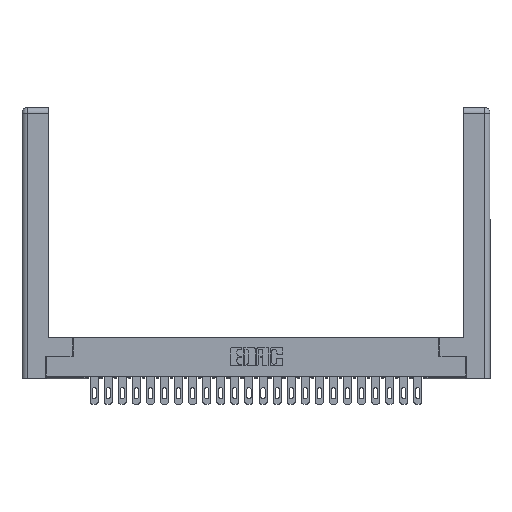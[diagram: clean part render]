
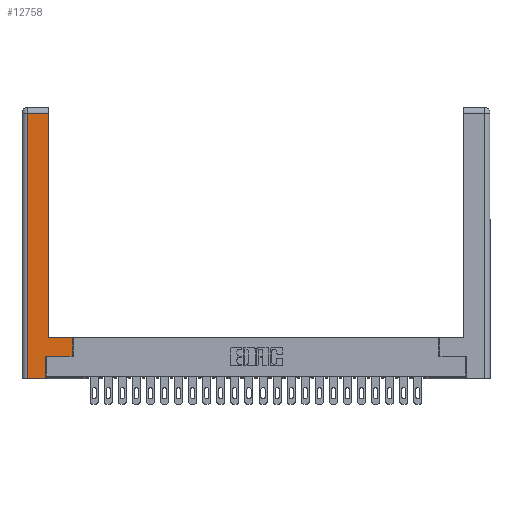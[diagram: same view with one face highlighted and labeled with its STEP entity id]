
A CAD part, top view. The second image highlights one B-rep face of the part: STEP entity #12758.
In plain terms, the highlighted planar face has unit normal (0, 0, 1).
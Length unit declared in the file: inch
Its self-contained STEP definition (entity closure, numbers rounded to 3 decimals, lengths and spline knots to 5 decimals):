
#792 = VECTOR ( 'NONE', #13911, 39.37008 ) ;
#949 = EDGE_CURVE ( 'NONE', #20812, #8722, #19244, .T. ) ;
#1423 = CARTESIAN_POINT ( 'NONE',  ( 0.565, 0.245, 0. ) ) ;
#1688 = EDGE_CURVE ( 'NONE', #9407, #11515, #13597, .T. ) ;
#1942 = ORIENTED_EDGE ( 'NONE', *, *, #24701, .T. ) ;
#1976 = AXIS2_PLACEMENT_3D ( 'NONE', #7537, #22041, #26601 ) ;
#2226 = LINE ( 'NONE', #14501, #12995 ) ;
#2262 = LINE ( 'NONE', #28209, #792 ) ;
#2378 = LINE ( 'NONE', #22460, #20970 ) ;
#2685 = DIRECTION ( 'NONE',  ( 1., 0., 0. ) ) ;
#5044 = CARTESIAN_POINT ( 'NONE',  ( 0.565, 0.245, 0. ) ) ;
#5052 = DIRECTION ( 'NONE',  ( 1., 0., 0. ) ) ;
#5135 = CARTESIAN_POINT ( 'NONE',  ( 0.0615, 2.94, 0. ) ) ;
#5622 = LINE ( 'NONE', #5044, #11557 ) ;
#6675 = CARTESIAN_POINT ( 'NONE',  ( 0.565, 0.45, 0. ) ) ;
#6945 = VECTOR ( 'NONE', #19587, 39.37008 ) ;
#7084 = EDGE_CURVE ( 'NONE', #29799, #22746, #2226, .T. ) ;
#7359 = ORIENTED_EDGE ( 'NONE', *, *, #7084, .T. ) ;
#7537 = CARTESIAN_POINT ( 'NONE',  ( 0., 0., 0. ) ) ;
#7659 = CARTESIAN_POINT ( 'NONE',  ( 0.265, 0., 0. ) ) ;
#8722 = VERTEX_POINT ( 'NONE', #5135 ) ;
#8969 = LINE ( 'NONE', #30059, #16421 ) ;
#9407 = VERTEX_POINT ( 'NONE', #1423 ) ;
#10261 = EDGE_CURVE ( 'NONE', #11515, #22238, #2378, .T. ) ;
#10966 = VERTEX_POINT ( 'NONE', #22264 ) ;
#11515 = VERTEX_POINT ( 'NONE', #6675 ) ;
#11557 = VECTOR ( 'NONE', #2685, 39.37008 ) ;
#11721 = ORIENTED_EDGE ( 'NONE', *, *, #24747, .T. ) ;
#11917 = LINE ( 'NONE', #7659, #14159 ) ;
#12219 = CARTESIAN_POINT ( 'NONE',  ( 0.265, 0.245, 0. ) ) ;
#12348 = DIRECTION ( 'NONE',  ( 0., 1., 0. ) ) ;
#12681 = EDGE_CURVE ( 'NONE', #22746, #9407, #5622, .T. ) ;
#12758 = ADVANCED_FACE ( 'NONE', ( #24243 ), #17340, .F. ) ;
#12995 = VECTOR ( 'NONE', #19390, 39.37008 ) ;
#13597 = LINE ( 'NONE', #15164, #15834 ) ;
#13911 = DIRECTION ( 'NONE',  ( 0., 1., 0. ) ) ;
#14159 = VECTOR ( 'NONE', #5052, 39.37008 ) ;
#14501 = CARTESIAN_POINT ( 'NONE',  ( 0.265, 0.245, 0. ) ) ;
#14765 = ORIENTED_EDGE ( 'NONE', *, *, #26806, .T. ) ;
#15164 = CARTESIAN_POINT ( 'NONE',  ( 0.565, 0.45, 0. ) ) ;
#15834 = VECTOR ( 'NONE', #12348, 39.37008 ) ;
#16421 = VECTOR ( 'NONE', #25158, 39.37008 ) ;
#17340 = PLANE ( 'NONE',  #1976 ) ;
#18733 = CARTESIAN_POINT ( 'NONE',  ( 0.295, 0.45, 0. ) ) ;
#19244 = LINE ( 'NONE', #26881, #6945 ) ;
#19390 = DIRECTION ( 'NONE',  ( 0., 1., 0. ) ) ;
#19587 = DIRECTION ( 'NONE',  ( -1., 0., 0. ) ) ;
#20766 = CARTESIAN_POINT ( 'NONE',  ( 0.265, 0., 0. ) ) ;
#20812 = VERTEX_POINT ( 'NONE', #25029 ) ;
#20970 = VECTOR ( 'NONE', #29351, 39.37008 ) ;
#21771 = EDGE_LOOP ( 'NONE', ( #1942, #23123, #14765, #11721, #7359, #27592, #24185, #29173 ) ) ;
#22041 = DIRECTION ( 'NONE',  ( 0., 0., -1. ) ) ;
#22238 = VERTEX_POINT ( 'NONE', #18733 ) ;
#22264 = CARTESIAN_POINT ( 'NONE',  ( 0.0615, 0., 0. ) ) ;
#22460 = CARTESIAN_POINT ( 'NONE',  ( 0.295, 0.45, 0. ) ) ;
#22746 = VERTEX_POINT ( 'NONE', #12219 ) ;
#23123 = ORIENTED_EDGE ( 'NONE', *, *, #949, .T. ) ;
#24185 = ORIENTED_EDGE ( 'NONE', *, *, #1688, .T. ) ;
#24243 = FACE_OUTER_BOUND ( 'NONE', #21771, .T. ) ;
#24701 = EDGE_CURVE ( 'NONE', #22238, #20812, #2262, .T. ) ;
#24747 = EDGE_CURVE ( 'NONE', #10966, #29799, #11917, .T. ) ;
#25029 = CARTESIAN_POINT ( 'NONE',  ( 0.295, 2.94, 0. ) ) ;
#25158 = DIRECTION ( 'NONE',  ( 0., -1., 0. ) ) ;
#26601 = DIRECTION ( 'NONE',  ( -1., 0., 0. ) ) ;
#26806 = EDGE_CURVE ( 'NONE', #8722, #10966, #8969, .T. ) ;
#26881 = CARTESIAN_POINT ( 'NONE',  ( 0.0615, 2.94, 0. ) ) ;
#27592 = ORIENTED_EDGE ( 'NONE', *, *, #12681, .T. ) ;
#28209 = CARTESIAN_POINT ( 'NONE',  ( 0.295, 3., 0. ) ) ;
#29173 = ORIENTED_EDGE ( 'NONE', *, *, #10261, .T. ) ;
#29351 = DIRECTION ( 'NONE',  ( -1., 0., 0. ) ) ;
#29799 = VERTEX_POINT ( 'NONE', #20766 ) ;
#30059 = CARTESIAN_POINT ( 'NONE',  ( 0.0615, 0., 0. ) ) ;
